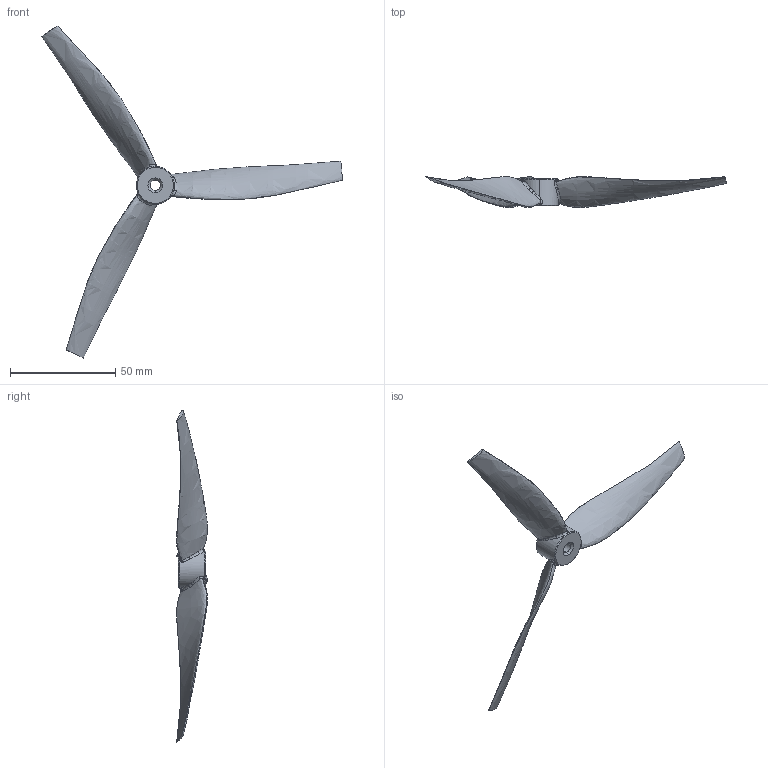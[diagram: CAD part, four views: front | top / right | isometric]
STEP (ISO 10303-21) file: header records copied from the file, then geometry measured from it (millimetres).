
FILE_DESCRIPTION (( 'STEP AP203' ), '1' );
FILE_NAME ('LowerRotor_默认_sldprt.STEP', '2022-05-16T11:40:43', ( '' ), ( '' ), 'SwSTEP 2.0', 'SolidWorks 2021', '' );
FILE_SCHEMA (( 'CONFIG_CONTROL_DESIGN' ));
Length unit declared in the file: millimetre
Products named in the file (1): LowerRotor_默认_sldprt
Bounding box: 142.86 x 14.66 x 157.8 mm (x, y, z)
Volume: 9782.2 mm3; surface area: 9185.6 mm2
Topology: 1 solids, 1 shells, 71 faces, 228 edges, 157 vertices
Faces by surface type: bspline 51, cylinder 10, cone 8, plane 2
Entity records: 8637 total; most frequent: CARTESIAN_POINT 7154, ORIENTED_EDGE 452, EDGE_CURVE 226, VERTEX_POINT 157, B_SPLINE_CURVE_WITH_KNOTS 142, DIRECTION 94, EDGE_LOOP 73, FACE_OUTER_BOUND 71
